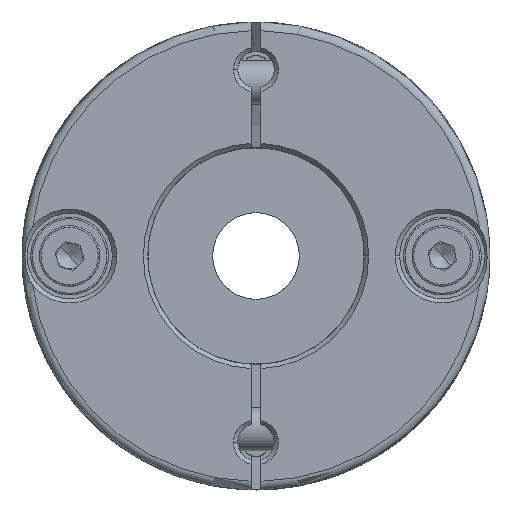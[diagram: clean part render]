
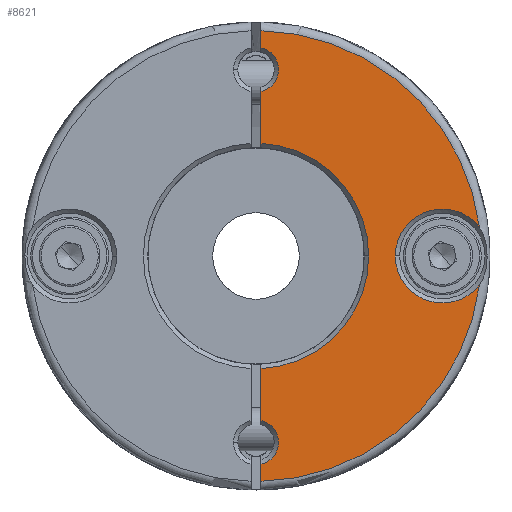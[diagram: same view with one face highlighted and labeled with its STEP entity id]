
A CAD part, front view. The second image highlights one B-rep face of the part: STEP entity #8621.
In plain terms, the highlighted planar face has unit normal (0, -1, 0).
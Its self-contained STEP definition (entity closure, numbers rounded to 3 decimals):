
#732 = CARTESIAN_POINT ( 'NONE',  ( 25.786, -42.3, 3.325 ) ) ;
#955 = CARTESIAN_POINT ( 'NONE',  ( 0., -42.3, 0. ) ) ;
#956 = DIRECTION ( 'NONE',  ( 0., 1., 0. ) ) ;
#957 = DIRECTION ( 'NONE',  ( 1., 0., 0. ) ) ;
#1676 = EDGE_LOOP ( 'NONE', ( #2482, #2516, #2556, #2511, #2547, #2477, #2525, #2486, #2551, #2498, #2548, #2557 ) ) ;
#2477 = ORIENTED_EDGE ( 'NONE', *, *, #9168, .T. ) ;
#2482 = ORIENTED_EDGE ( 'NONE', *, *, #9165, .T. ) ;
#2486 = ORIENTED_EDGE ( 'NONE', *, *, #9159, .T. ) ;
#2498 = ORIENTED_EDGE ( 'NONE', *, *, #9170, .T. ) ;
#2511 = ORIENTED_EDGE ( 'NONE', *, *, #9167, .T. ) ;
#2516 = ORIENTED_EDGE ( 'NONE', *, *, #17077, .T. ) ;
#2525 = ORIENTED_EDGE ( 'NONE', *, *, #9169, .T. ) ;
#2547 = ORIENTED_EDGE ( 'NONE', *, *, #9157, .T. ) ;
#2548 = ORIENTED_EDGE ( 'NONE', *, *, #9171, .T. ) ;
#2551 = ORIENTED_EDGE ( 'NONE', *, *, #17238, .T. ) ;
#2556 = ORIENTED_EDGE ( 'NONE', *, *, #9166, .T. ) ;
#2557 = ORIENTED_EDGE ( 'NONE', *, *, #9162, .T. ) ;
#2625 = CARTESIAN_POINT ( 'NONE',  ( 13., -42.3, 0. ) ) ;
#2631 = CARTESIAN_POINT ( 'NONE',  ( 0.575, -42.3, 12.987 ) ) ;
#2817 = CARTESIAN_POINT ( 'NONE',  ( 0.575, -42.3, 25.994 ) ) ;
#2819 = CARTESIAN_POINT ( 'NONE',  ( 0.575, -42.3, -12.987 ) ) ;
#2820 = CARTESIAN_POINT ( 'NONE',  ( 0.575, -42.3, -25.994 ) ) ;
#2821 = CARTESIAN_POINT ( 'NONE',  ( 0.575, -42.3, 18.964 ) ) ;
#2822 = CARTESIAN_POINT ( 'NONE',  ( 25.786, -42.3, -3.325 ) ) ;
#2825 = CARTESIAN_POINT ( 'NONE',  ( 0.575, -42.3, -18.964 ) ) ;
#2826 = CARTESIAN_POINT ( 'NONE',  ( 0.575, -42.3, 24.036 ) ) ;
#2831 = CARTESIAN_POINT ( 'NONE',  ( 0.575, -42.3, -24.036 ) ) ;
#3261 = VERTEX_POINT ( 'NONE', #2831 ) ;
#3266 = VERTEX_POINT ( 'NONE', #2826 ) ;
#3267 = VERTEX_POINT ( 'NONE', #2825 ) ;
#3270 = VERTEX_POINT ( 'NONE', #2822 ) ;
#3271 = VERTEX_POINT ( 'NONE', #2821 ) ;
#3272 = VERTEX_POINT ( 'NONE', #2820 ) ;
#3273 = VERTEX_POINT ( 'NONE', #2819 ) ;
#3275 = VERTEX_POINT ( 'NONE', #2817 ) ;
#3462 = VERTEX_POINT ( 'NONE', #2631 ) ;
#3468 = VERTEX_POINT ( 'NONE', #2625 ) ;
#3853 = FACE_OUTER_BOUND ( 'NONE', #1676, .T. ) ;
#5281 = CARTESIAN_POINT ( 'NONE',  ( 0., -42.3, -21.5 ) ) ;
#5282 = DIRECTION ( 'NONE',  ( 0., 1., 0. ) ) ;
#5283 = DIRECTION ( 'NONE',  ( -1., 0., 0. ) ) ;
#5284 = DIRECTION ( 'NONE',  ( 0., 0., -1. ) ) ;
#5289 = CARTESIAN_POINT ( 'NONE',  ( 21.5, -42.3, 0. ) ) ;
#5290 = DIRECTION ( 'NONE',  ( 0., 1., 0. ) ) ;
#5291 = DIRECTION ( 'NONE',  ( -1., 0., 0. ) ) ;
#5307 = CARTESIAN_POINT ( 'NONE',  ( 0., -42.3, 21.5 ) ) ;
#5308 = DIRECTION ( 'NONE',  ( 0., 1., 0. ) ) ;
#5309 = DIRECTION ( 'NONE',  ( -1., 0., 0. ) ) ;
#5312 = CARTESIAN_POINT ( 'NONE',  ( 0.575, -42.3, 0. ) ) ;
#5313 = CARTESIAN_POINT ( 'NONE',  ( 0.575, -42.3, 0. ) ) ;
#5314 = DIRECTION ( 'NONE',  ( 0., 0., -1. ) ) ;
#5318 = CARTESIAN_POINT ( 'NONE',  ( 0., -42.3, 0. ) ) ;
#5319 = DIRECTION ( 'NONE',  ( 0., 1., 0. ) ) ;
#5320 = DIRECTION ( 'NONE',  ( 1., 0., 0. ) ) ;
#5321 = CARTESIAN_POINT ( 'NONE',  ( 0.575, -42.3, 0. ) ) ;
#5322 = DIRECTION ( 'NONE',  ( 0., 0., -1. ) ) ;
#5323 = CARTESIAN_POINT ( 'NONE',  ( 0.575, -42.3, 0. ) ) ;
#5324 = DIRECTION ( 'NONE',  ( 0., 0., -1. ) ) ;
#5325 = CARTESIAN_POINT ( 'NONE',  ( 0., -42.3, 0. ) ) ;
#5326 = DIRECTION ( 'NONE',  ( 0., -1., 0. ) ) ;
#5327 = DIRECTION ( 'NONE',  ( -1., 0., 0. ) ) ;
#5328 = CARTESIAN_POINT ( 'NONE',  ( 0., -42.3, 0. ) ) ;
#5329 = DIRECTION ( 'NONE',  ( 0., -1., 0. ) ) ;
#5330 = DIRECTION ( 'NONE',  ( -1., 0., 0. ) ) ;
#5408 = CARTESIAN_POINT ( 'NONE',  ( 21.5, -42.3, 0. ) ) ;
#5409 = DIRECTION ( 'NONE',  ( 0., 1., 0. ) ) ;
#5410 = DIRECTION ( 'NONE',  ( -1., 0., 0. ) ) ;
#7258 = CIRCLE ( 'NONE', #10473, 13. ) ;
#7458 = CIRCLE ( 'NONE', #10541, 5.425 ) ;
#8621 = ADVANCED_FACE ( 'NONE', ( #3853 ), #14252, .T. ) ;
#9157 = EDGE_CURVE ( 'NONE', #3267, #3261, #15939, .T. ) ;
#9159 = EDGE_CURVE ( 'NONE', #3270, #18147, #15940, .T. ) ;
#9162 = EDGE_CURVE ( 'NONE', #3266, #3271, #15935, .T. ) ;
#9165 = EDGE_CURVE ( 'NONE', #3271, #3462, #15937, .T. ) ;
#9166 = EDGE_CURVE ( 'NONE', #3468, #3273, #15943, .T. ) ;
#9167 = EDGE_CURVE ( 'NONE', #3273, #3267, #15945, .T. ) ;
#9168 = EDGE_CURVE ( 'NONE', #3261, #3272, #15946, .T. ) ;
#9169 = EDGE_CURVE ( 'NONE', #3272, #3270, #15948, .T. ) ;
#9170 = EDGE_CURVE ( 'NONE', #13755, #3275, #15950, .T. ) ;
#9171 = EDGE_CURVE ( 'NONE', #3275, #3266, #15951, .T. ) ;
#9927 = AXIS2_PLACEMENT_3D ( 'NONE', #14522, #14754, #14752 ) ;
#10247 = AXIS2_PLACEMENT_3D ( 'NONE', #5281, #5282, #5283 ) ;
#10248 = AXIS2_PLACEMENT_3D ( 'NONE', #5289, #5290, #5291 ) ;
#10249 = AXIS2_PLACEMENT_3D ( 'NONE', #5307, #5308, #5309 ) ;
#10251 = AXIS2_PLACEMENT_3D ( 'NONE', #5318, #5319, #5320 ) ;
#10252 = AXIS2_PLACEMENT_3D ( 'NONE', #5325, #5326, #5327 ) ;
#10253 = AXIS2_PLACEMENT_3D ( 'NONE', #5328, #5329, #5330 ) ;
#10473 = AXIS2_PLACEMENT_3D ( 'NONE', #955, #956, #957 ) ;
#10541 = AXIS2_PLACEMENT_3D ( 'NONE', #5408, #5409, #5410 ) ;
#13755 = VERTEX_POINT ( 'NONE', #732 ) ;
#14252 = PLANE ( 'NONE',  #9927 ) ;
#14522 = CARTESIAN_POINT ( 'NONE',  ( 0., -42.3, 0. ) ) ;
#14752 = DIRECTION ( 'NONE',  ( -1., 0., 0. ) ) ;
#14754 = DIRECTION ( 'NONE',  ( 0., -1., 0. ) ) ;
#15935 = CIRCLE ( 'NONE', #10249, 2.6 ) ;
#15937 = LINE ( 'NONE', #5312, #15944 ) ;
#15939 = CIRCLE ( 'NONE', #10247, 2.6 ) ;
#15940 = CIRCLE ( 'NONE', #10248, 5.425 ) ;
#15943 = CIRCLE ( 'NONE', #10251, 13. ) ;
#15944 = VECTOR ( 'NONE', #5284, 1000. ) ;
#15945 = LINE ( 'NONE', #5313, #15947 ) ;
#15946 = LINE ( 'NONE', #5321, #15949 ) ;
#15947 = VECTOR ( 'NONE', #5314, 1000. ) ;
#15948 = CIRCLE ( 'NONE', #10252, 26. ) ;
#15949 = VECTOR ( 'NONE', #5322, 1000. ) ;
#15950 = CIRCLE ( 'NONE', #10253, 26. ) ;
#15951 = LINE ( 'NONE', #5323, #15953 ) ;
#15953 = VECTOR ( 'NONE', #5324, 1000. ) ;
#17077 = EDGE_CURVE ( 'NONE', #3462, #3468, #7258, .T. ) ;
#17238 = EDGE_CURVE ( 'NONE', #18147, #13755, #7458, .T. ) ;
#18026 = CARTESIAN_POINT ( 'NONE',  ( 16.075, -42.3, 0. ) ) ;
#18147 = VERTEX_POINT ( 'NONE', #18026 ) ;
